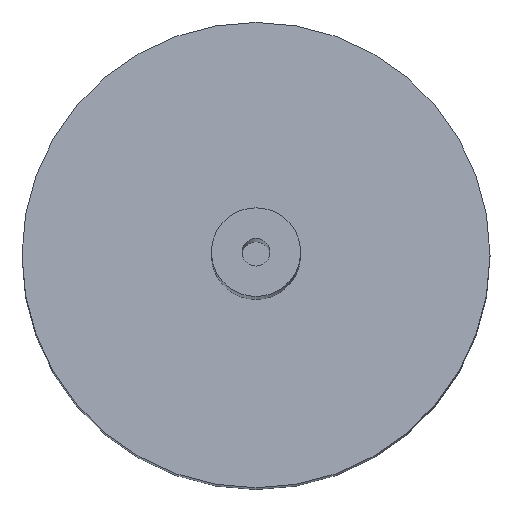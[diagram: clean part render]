
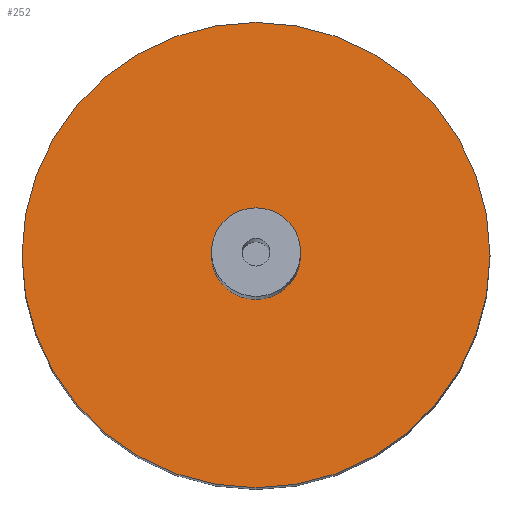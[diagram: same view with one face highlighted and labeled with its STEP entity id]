
A CAD part, top view. The second image highlights one B-rep face of the part: STEP entity #252.
In plain terms, the highlighted planar face has unit normal (0, 0.104, 0.995).
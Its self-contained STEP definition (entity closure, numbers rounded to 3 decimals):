
#74=CARTESIAN_POINT('',(232.421,-94.08,-11.819));
#75=VERTEX_POINT('',#74);
#82=CARTESIAN_POINT('',(190.421,-94.08,-11.819));
#83=VERTEX_POINT('',#82);
#84=CARTESIAN_POINT('',(211.421,-94.08,-11.819));
#85=DIRECTION('',(-0.,-0.105,-0.995));
#86=DIRECTION('',(-1.,0.,0.));
#87=AXIS2_PLACEMENT_3D('',#84,#85,#86);
#88=CIRCLE('',#87,21.);
#89=EDGE_CURVE('',#75,#83,#88,.T.);
#91=CARTESIAN_POINT('',(211.421,-94.08,-11.819));
#92=DIRECTION('',(-0.,-0.105,-0.995));
#93=DIRECTION('',(-1.,0.,0.));
#94=AXIS2_PLACEMENT_3D('',#91,#92,#93);
#95=CIRCLE('',#94,21.);
#96=EDGE_CURVE('',#83,#75,#95,.T.);
#181=CARTESIAN_POINT('',(207.421,-94.08,-11.819));
#182=VERTEX_POINT('',#181);
#189=CARTESIAN_POINT('',(215.421,-94.08,-11.819));
#190=VERTEX_POINT('',#189);
#191=CARTESIAN_POINT('',(211.421,-94.08,-11.819));
#192=DIRECTION('',(0.,-0.105,-0.995));
#193=DIRECTION('',(1.,0.,0.));
#194=AXIS2_PLACEMENT_3D('',#191,#192,#193);
#195=CIRCLE('',#194,4.);
#196=EDGE_CURVE('',#190,#182,#195,.T.);
#198=CARTESIAN_POINT('',(211.421,-94.08,-11.819));
#199=DIRECTION('',(0.,-0.105,-0.995));
#200=DIRECTION('',(1.,0.,0.));
#201=AXIS2_PLACEMENT_3D('',#198,#199,#200);
#202=CIRCLE('',#201,4.);
#203=EDGE_CURVE('',#182,#190,#202,.T.);
#239=CARTESIAN_POINT('',(211.421,-94.08,-11.819));
#240=DIRECTION('',(0.,-0.105,-0.995));
#241=DIRECTION('',(-1.,0.,-0.));
#242=AXIS2_PLACEMENT_3D('',#239,#240,#241);
#243=PLANE('',#242);
#244=ORIENTED_EDGE('',*,*,#196,.T.);
#245=ORIENTED_EDGE('',*,*,#203,.T.);
#246=EDGE_LOOP('',(#244,#245));
#247=FACE_BOUND('',#246,.T.);
#248=ORIENTED_EDGE('',*,*,#89,.F.);
#249=ORIENTED_EDGE('',*,*,#96,.F.);
#250=EDGE_LOOP('',(#248,#249));
#251=FACE_BOUND('',#250,.T.);
#252=ADVANCED_FACE('',(#247,#251),#243,.F.);
